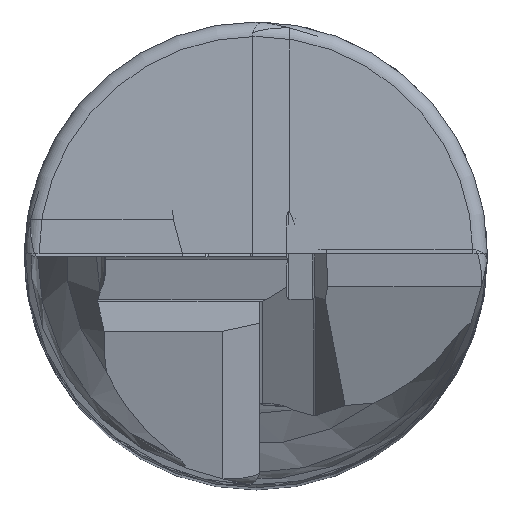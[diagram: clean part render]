
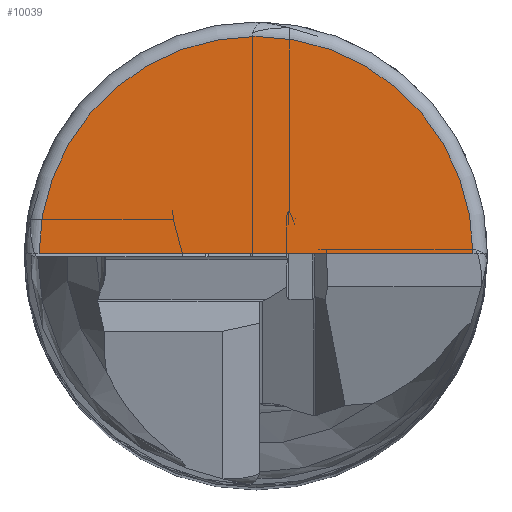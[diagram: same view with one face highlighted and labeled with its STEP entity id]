
A CAD part, top view. The second image highlights one B-rep face of the part: STEP entity #10039.
In plain terms, the highlighted planar face has unit normal (0, 0, 1).
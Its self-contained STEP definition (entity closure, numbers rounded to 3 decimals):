
#9972=DIRECTION('',(-1.,0.,0.));
#9973=VECTOR('',#9972,15.);
#9974=CARTESIAN_POINT('',(7.5,0.,108.));
#9975=LINE('',#9974,#9973);
#9986=CARTESIAN_POINT('',(0.,0.,108.));
#9987=DIRECTION('',(0.,0.,1.));
#9988=DIRECTION('',(1.,0.,0.));
#9989=AXIS2_PLACEMENT_3D('',#9986,#9987,#9988);
#10014=CARTESIAN_POINT('',(-7.5,0.,108.));
#10015=CARTESIAN_POINT('',(7.5,0.,108.));
#10016=VERTEX_POINT('',#10014);
#10017=VERTEX_POINT('',#10015);
#10028=CARTESIAN_POINT('',(0.,0.,108.));
#10029=DIRECTION('',(0.,0.,1.));
#10030=DIRECTION('',(0.,-1.,0.));
#10031=AXIS2_PLACEMENT_3D('',#10028,#10029,#10030);
#10032=PLANE('',#10031);
#10034=ORIENTED_EDGE('',*,*,#10033,.T.);
#10036=ORIENTED_EDGE('',*,*,#10035,.F.);
#10037=EDGE_LOOP('',(#10034,#10036));
#10038=FACE_OUTER_BOUND('',#10037,.F.);
#9990=CIRCLE('',#9989,7.5);
#10033=EDGE_CURVE('',#10017,#10016,#9975,.T.);
#10035=EDGE_CURVE('',#10017,#10016,#9990,.T.);
#10039=ADVANCED_FACE('',(#10038),#10032,.T.);
